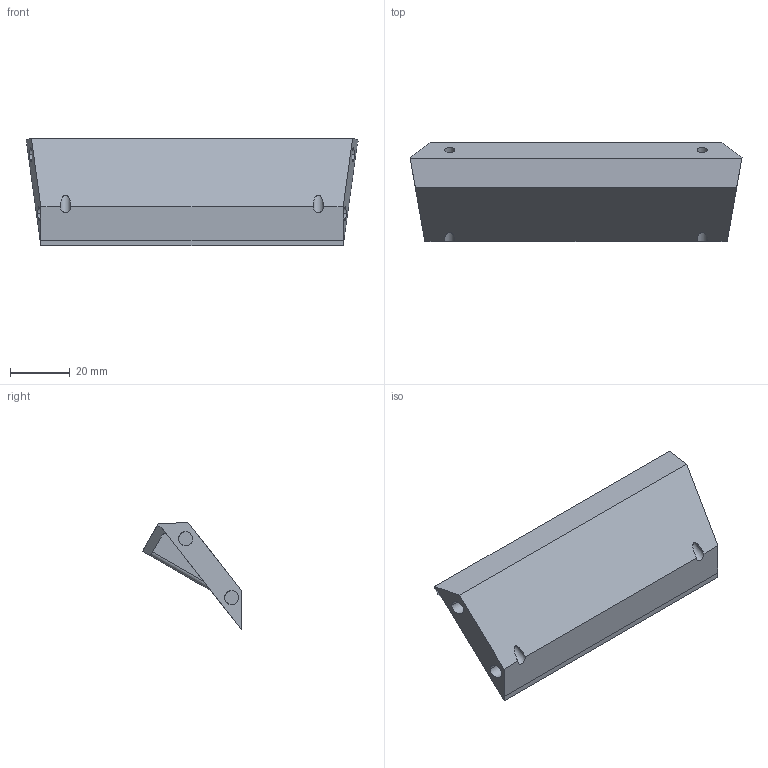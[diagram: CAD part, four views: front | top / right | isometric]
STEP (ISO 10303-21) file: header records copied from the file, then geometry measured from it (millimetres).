
FILE_DESCRIPTION(('CATIA V5 STEP Exchange'),'2;1');
FILE_NAME('HYPERCUBE-EVO-0037_NGEN 12864 LCD part2.stp','2020-05-20T16:57:32+00:00',('none'),('none'),'CATIA Version 5 Release 21 GA (IN-10)','CATIA V5 STEP AP203','none');
FILE_SCHEMA(('CONFIG_CONTROL_DESIGN'));
Length unit declared in the file: millimetre
Products named in the file (1): Part1
Bounding box: 111.17 x 33.12 x 35.92 mm (x, y, z)
Volume: 17244 mm3; surface area: 14849.9 mm2
Topology: 1 solids, 1 shells, 53 faces, 155 edges, 104 vertices
Faces by surface type: plane 29, cylinder 24
Entity records: 2123 total; most frequent: CARTESIAN_POINT 807, ORIENTED_EDGE 310, DIRECTION 184, EDGE_CURVE 155, VERTEX_POINT 104, VECTOR 90, LINE 90, AXIS2_PLACEMENT_3D 61
